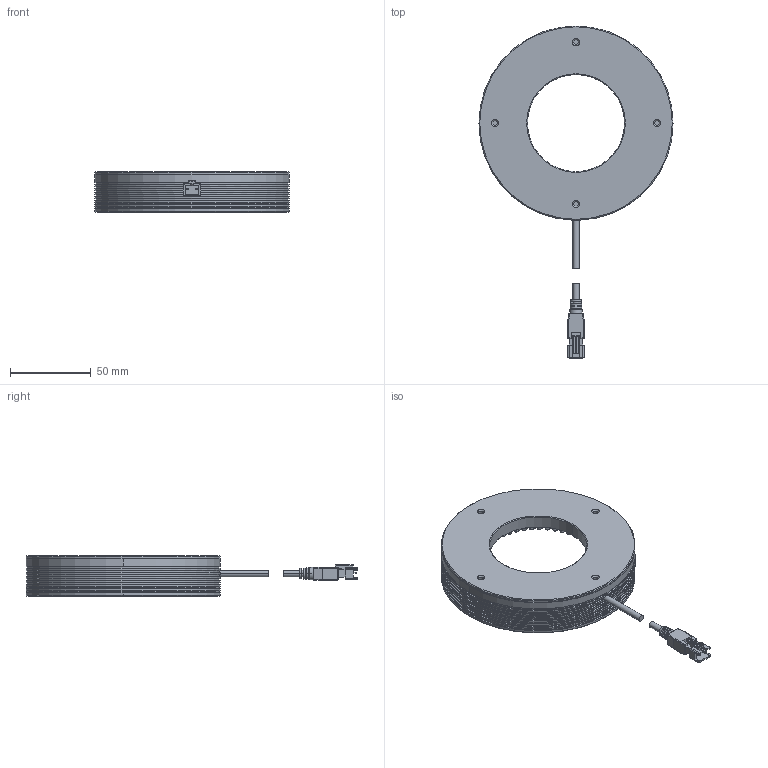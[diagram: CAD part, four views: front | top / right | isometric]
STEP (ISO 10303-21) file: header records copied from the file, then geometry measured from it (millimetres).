
FILE_DESCRIPTION(('STEP AP214'),'1');
FILE_NAME('VLR-30D120.stp','2023-02-07T01:57:24',(' '),(' '),'Spatial InterOp 3D',' ',' ');
FILE_SCHEMA(('AUTOMOTIVE_DESIGN { 1 0 10303 214 1 1 1 1 }'));
Length unit declared in the file: metre
Products named in the file (3): VLR-30D120; Component1; Component2
Assembly tree (2 placements, depth 2):
  VLR-30D120
    Component1
    Component2
Bounding box: 120 x 205.2 x 25 mm (x, y, z)
Volume: 93155.7 mm3; surface area: 66995.6 mm2
Topology: 2 solids, 3 shells, 1527 faces, 4501 edges, 2622 vertices
Faces by surface type: cylinder 683, sphere 566, plane 210, cone 60, torus 4, bspline 4
Entity records: 61468 total; most frequent: CARTESIAN_POINT 24797, ORIENTED_EDGE 7870, DIRECTION 7236, EDGE_CURVE 3935, AXIS2_PLACEMENT_3D 3118, VERTEX_POINT 2622, EDGE_LOOP 1911, CIRCLE 1572
